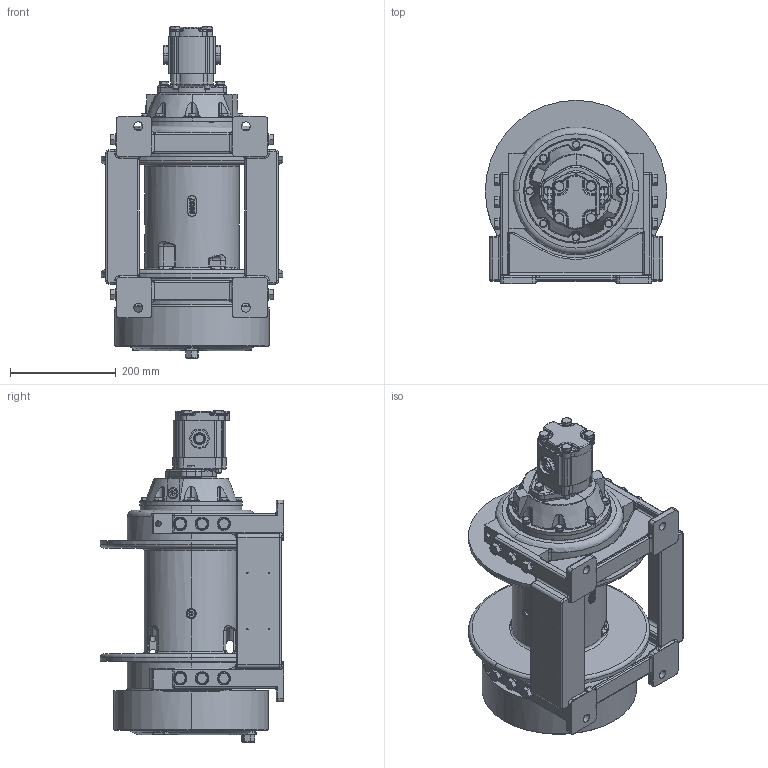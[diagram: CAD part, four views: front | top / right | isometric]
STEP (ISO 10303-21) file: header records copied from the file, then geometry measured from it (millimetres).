
FILE_DESCRIPTION((''),'2;1');
FILE_NAME('TWG-TEMP','2020-10-11T21:32:06',('Administrator'),(''),'CREO PARAMETRIC BY PTC INC, 2019030','CREO PARAMETRIC BY PTC INC, 2019030','');
FILE_SCHEMA(('AUTOMOTIVE_DESIGN { 1 0 10303 214 1 1 1 1 }'));
Products named in the file (1): TWG-TEMP
Bounding box: 342.9 x 346.27 x 627.58 mm (x, y, z)
Volume: 523.6 mm3; surface area: 1889980.8 mm2
Topology: 1 solids, 219 shells, 3101 faces, 11106 edges, 7969 vertices
Faces by surface type: cylinder 1215, plane 813, torus 372, cone 358, bspline 215, extrusion 96, sphere 32
Entity records: 174061 total; most frequent: CARTESIAN_POINT 62740, ORIENTED_EDGE 17772, DIRECTION 17043, EDGE_CURVE 11024, VERTEX_POINT 7969, AXIS2_PLACEMENT_3D 6184, VECTOR 4672, LINE 4576
